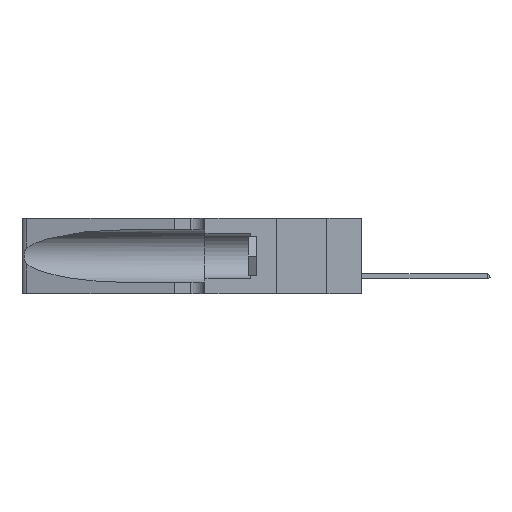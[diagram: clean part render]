
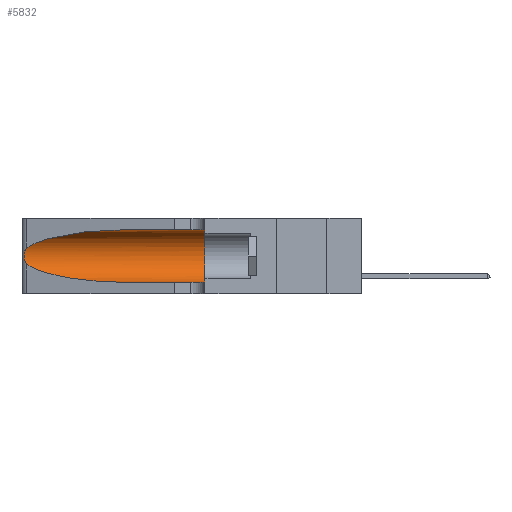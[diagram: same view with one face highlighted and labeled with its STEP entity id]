
A CAD part, left-side view. The second image highlights one B-rep face of the part: STEP entity #5832.
In plain terms, the highlighted cylindrical face has radius 3.308 mm (diameter 6.617 mm), a partial arc.
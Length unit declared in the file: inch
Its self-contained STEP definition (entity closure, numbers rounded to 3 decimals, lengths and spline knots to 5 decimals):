
#710 = CARTESIAN_POINT ( 'NONE',  ( 0.25487, 1.22718, 0.22369 ) ) ;
#862 = DIRECTION ( 'NONE',  ( 0., 1., 0. ) ) ;
#974 = EDGE_CURVE ( 'NONE', #9264, #20528, #10211, .T. ) ;
#1090 = CARTESIAN_POINT ( 'NONE',  ( 0.25487, 1.22718, 0.14631 ) ) ;
#1103 = DIRECTION ( 'NONE',  ( 0., -1., 0. ) ) ;
#1549 = CARTESIAN_POINT ( 'NONE',  ( 0.1305, 0.35, 0.05475 ) ) ;
#2185 = CARTESIAN_POINT ( 'NONE',  ( 0.1305, 1.61858, 0.31525 ) ) ;
#2188 = DIRECTION ( 'NONE',  ( 0., 0., -1. ) ) ;
#2279 = DIRECTION ( 'NONE',  ( 0., -1., 0. ) ) ;
#2798 = EDGE_LOOP ( 'NONE', ( #26619, #29785, #7787, #9556, #29249, #6924 ) ) ;
#3125 = CARTESIAN_POINT ( 'NONE',  ( 0.18966, 0.96281, 0.05475 ) ) ;
#3410 = LINE ( 'NONE', #2185, #9612 ) ;
#3547 = CARTESIAN_POINT ( 'NONE',  ( 0.25787, 1.23484, 0.2124 ) ) ;
#3610 = VECTOR ( 'NONE', #1103, 39.37008 ) ;
#3636 = CARTESIAN_POINT ( 'NONE',  ( 0.26018, 1.23835, 0.19895 ) ) ;
#3882 = CARTESIAN_POINT ( 'NONE',  ( 0.1305, 0.35, 0.185 ) ) ;
#4151 = EDGE_CURVE ( 'NONE', #26754, #12952, #3410, .T. ) ;
#5279 = AXIS2_PLACEMENT_3D ( 'NONE', #27803, #27995, #2188 ) ;
#5505 = FACE_OUTER_BOUND ( 'NONE', #2798, .T. ) ;
#5832 = ADVANCED_FACE ( 'NONE', ( #5505 ), #21174, .F. ) ;
#6924 = ORIENTED_EDGE ( 'NONE', *, *, #4151, .F. ) ;
#7100 = VERTEX_POINT ( 'NONE', #10832 ) ;
#7787 = ORIENTED_EDGE ( 'NONE', *, *, #22092, .T. ) ;
#9264 = VERTEX_POINT ( 'NONE', #18541 ) ;
#9556 = ORIENTED_EDGE ( 'NONE', *, *, #974, .T. ) ;
#9579 = B_SPLINE_CURVE_WITH_KNOTS ( 'NONE', 3,
 ( #710, #29041, #10795, #3547, #15291, #3636, #10690, #27029, #14749, #19947, #15452, #15556, #24723, #24520 ),
 .UNSPECIFIED., .F., .F.,
 ( 4, 2, 2, 2, 2, 2, 4 ),
 ( 0., 0.00027, 0.00053, 0.00107, 0.0016, 0.00187, 0.00214 ),
 .UNSPECIFIED. ) ;
#9612 = VECTOR ( 'NONE', #2279, 39.37008 ) ;
#10211 = LINE ( 'NONE', #12428, #3610 ) ;
#10690 = CARTESIAN_POINT ( 'NONE',  ( 0.26075, 1.23896, 0.19203 ) ) ;
#10795 = CARTESIAN_POINT ( 'NONE',  ( 0.25639, 1.23184, 0.21858 ) ) ;
#10832 = CARTESIAN_POINT ( 'NONE',  ( 0.25487, 1.22718, 0.14631 ) ) ;
#11804 =( BOUNDED_CURVE ( )  B_SPLINE_CURVE ( 3, ( #26969, #12671, #17467, #27615 ),
 .UNSPECIFIED., .F., .F. ) 
 B_SPLINE_CURVE_WITH_KNOTS ( ( 4, 4 ),
 ( 1.5708, 2.84003 ),
 .UNSPECIFIED. ) 
 CURVE ( )  GEOMETRIC_REPRESENTATION_ITEM ( )  RATIONAL_B_SPLINE_CURVE ( ( 1., 0.87, 0.87, 1. ) ) 
 REPRESENTATION_ITEM ( '' )  );
#12219 = CARTESIAN_POINT ( 'NONE',  ( 0.25487, 1.22718, 0.22369 ) ) ;
#12428 = CARTESIAN_POINT ( 'NONE',  ( 0.1305, 1.61858, 0.05475 ) ) ;
#12671 = CARTESIAN_POINT ( 'NONE',  ( 0.18966, 0.96281, 0.31525 ) ) ;
#12705 = CARTESIAN_POINT ( 'NONE',  ( 0.2373, 1.15595, 0.08982 ) ) ;
#12952 = VERTEX_POINT ( 'NONE', #15364 ) ;
#13636 = EDGE_CURVE ( 'NONE', #12952, #20528, #18015, .T. ) ;
#13782 = EDGE_CURVE ( 'NONE', #26754, #22791, #11804, .T. ) ;
#14749 = CARTESIAN_POINT ( 'NONE',  ( 0.26017, 1.23833, 0.17102 ) ) ;
#15291 = CARTESIAN_POINT ( 'NONE',  ( 0.25854, 1.2359, 0.20912 ) ) ;
#15364 = CARTESIAN_POINT ( 'NONE',  ( 0.1305, 0.35, 0.31525 ) ) ;
#15452 = CARTESIAN_POINT ( 'NONE',  ( 0.25789, 1.23486, 0.15765 ) ) ;
#15556 = CARTESIAN_POINT ( 'NONE',  ( 0.25639, 1.23186, 0.15144 ) ) ;
#16931 = EDGE_CURVE ( 'NONE', #22791, #7100, #9579, .T. ) ;
#17467 = CARTESIAN_POINT ( 'NONE',  ( 0.2373, 1.15595, 0.28018 ) ) ;
#18015 = CIRCLE ( 'NONE', #25747, 0.13025 ) ;
#18541 = CARTESIAN_POINT ( 'NONE',  ( 0.1305, 0.72297, 0.05475 ) ) ;
#19647 = CARTESIAN_POINT ( 'NONE',  ( 0.1305, 0.72297, 0.05475 ) ) ;
#19947 = CARTESIAN_POINT ( 'NONE',  ( 0.25856, 1.23593, 0.16098 ) ) ;
#20027 = DIRECTION ( 'NONE',  ( 0., 0., 1. ) ) ;
#20528 = VERTEX_POINT ( 'NONE', #1549 ) ;
#21174 = CYLINDRICAL_SURFACE ( 'NONE', #5279, 0.13025 ) ;
#22092 = EDGE_CURVE ( 'NONE', #7100, #9264, #22668, .T. ) ;
#22668 =( BOUNDED_CURVE ( )  B_SPLINE_CURVE ( 3, ( #1090, #12705, #3125, #19647 ),
 .UNSPECIFIED., .F., .F. ) 
 B_SPLINE_CURVE_WITH_KNOTS ( ( 4, 4 ),
 ( 3.44316, 4.71239 ),
 .UNSPECIFIED. ) 
 CURVE ( )  GEOMETRIC_REPRESENTATION_ITEM ( )  RATIONAL_B_SPLINE_CURVE ( ( 1., 0.87, 0.87, 1. ) ) 
 REPRESENTATION_ITEM ( '' )  );
#22791 = VERTEX_POINT ( 'NONE', #12219 ) ;
#24402 = CARTESIAN_POINT ( 'NONE',  ( 0.1305, 0.72297, 0.31525 ) ) ;
#24520 = CARTESIAN_POINT ( 'NONE',  ( 0.25487, 1.22718, 0.14631 ) ) ;
#24723 = CARTESIAN_POINT ( 'NONE',  ( 0.25555, 1.22993, 0.14849 ) ) ;
#25747 = AXIS2_PLACEMENT_3D ( 'NONE', #3882, #862, #20027 ) ;
#26619 = ORIENTED_EDGE ( 'NONE', *, *, #13782, .T. ) ;
#26754 = VERTEX_POINT ( 'NONE', #24402 ) ;
#26969 = CARTESIAN_POINT ( 'NONE',  ( 0.1305, 0.72297, 0.31525 ) ) ;
#27029 = CARTESIAN_POINT ( 'NONE',  ( 0.26075, 1.23896, 0.178 ) ) ;
#27615 = CARTESIAN_POINT ( 'NONE',  ( 0.25487, 1.22718, 0.22369 ) ) ;
#27803 = CARTESIAN_POINT ( 'NONE',  ( 0.1305, 1.61858, 0.185 ) ) ;
#27995 = DIRECTION ( 'NONE',  ( 0., -1., 0. ) ) ;
#29041 = CARTESIAN_POINT ( 'NONE',  ( 0.25555, 1.22994, 0.2215 ) ) ;
#29249 = ORIENTED_EDGE ( 'NONE', *, *, #13636, .F. ) ;
#29785 = ORIENTED_EDGE ( 'NONE', *, *, #16931, .T. ) ;
